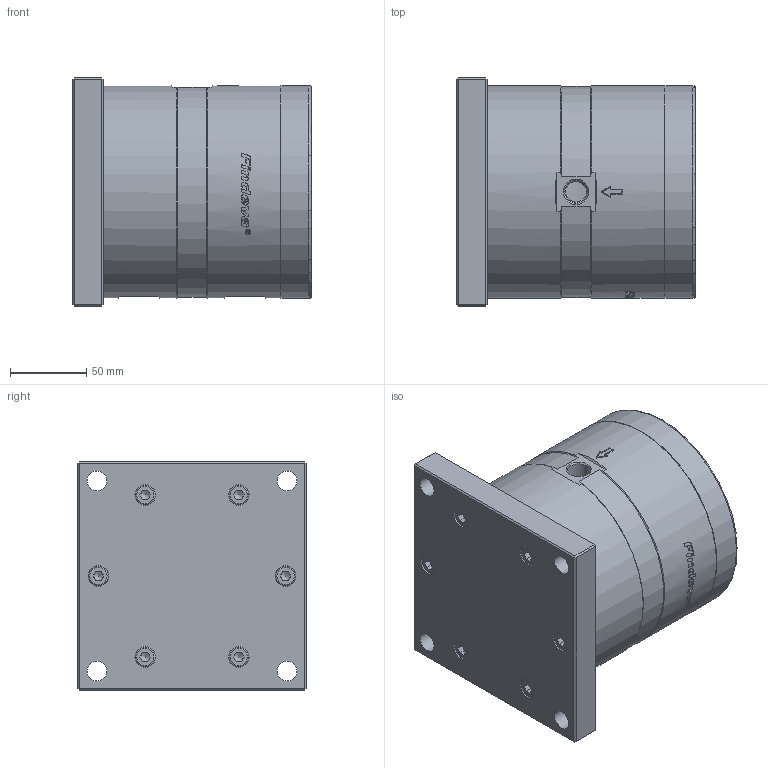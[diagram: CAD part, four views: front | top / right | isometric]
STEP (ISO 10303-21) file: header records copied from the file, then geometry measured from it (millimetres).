
FILE_DESCRIPTION((''),'2;1');
FILE_NAME('9095-20-M.stp','2012-04-02T23:13:20',('Petr'),(''),'Autodesk Inventor 2011','Autodesk Inventor 2011','');
FILE_SCHEMA(('CONFIG_CONTROL_DESIGN'));
Length unit declared in the file: millimetre
Products named in the file (1): 9095-20-M
Bounding box: 157 x 150 x 150 mm (x, y, z)
Volume: 2529931.4 mm3; surface area: 132839.4 mm2
Topology: 1 solids, 19 shells, 466 faces, 1123 edges, 736 vertices
Faces by surface type: plane 219, cylinder 110, bspline 72, cone 44, torus 21
Full cylindrical faces by diameter (mm): 13 x16, 13.5 x12, 14.95 x3, 140 x3
Entity records: 25051 total; most frequent: CARTESIAN_POINT 15113, ORIENTED_EDGE 2046, DIRECTION 1754, EDGE_CURVE 1023, VERTEX_POINT 703, AXIS2_PLACEMENT_3D 668, EDGE_LOOP 582, FACE_OUTER_BOUND 466
